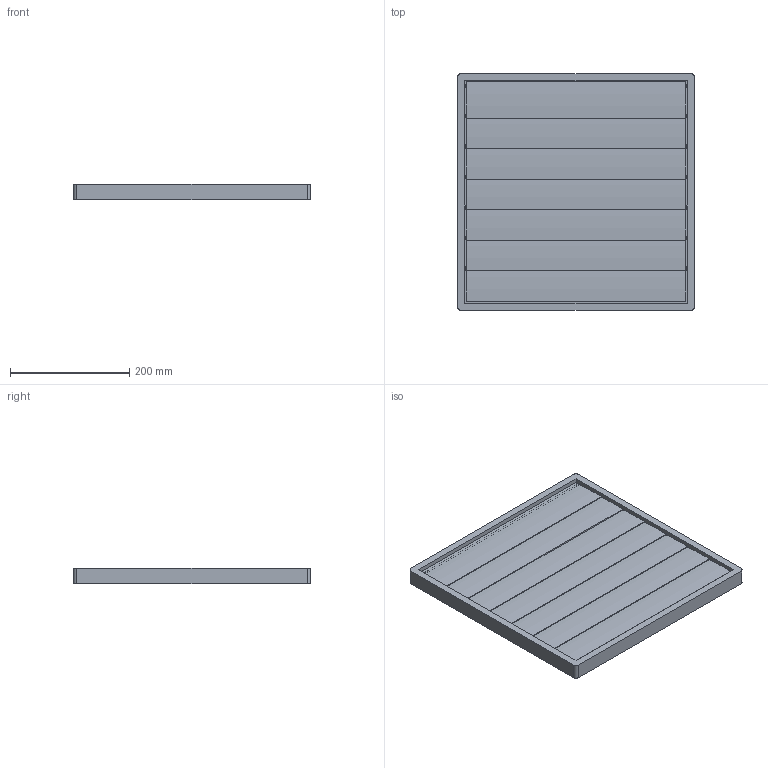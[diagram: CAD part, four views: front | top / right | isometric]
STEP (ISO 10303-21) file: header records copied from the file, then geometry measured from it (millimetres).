
FILE_DESCRIPTION (( 'STEP AP214' ), '1' );
FILE_NAME ('1_-_WSK 35 EX-214.step', '2023-09-12T09:03:59', ( '' ), ( '' ), 'SwSTEP 2.0', 'SolidWorks 2020', '' );
FILE_SCHEMA (( 'AUTOMOTIVE_DESIGN' ));
Length unit declared in the file: millimetre
Products named in the file (4): PS-Kunststoffstift_PS EX; 1_-_WSK 35 EX-214; WSK 15-50 EX-Rahmen_WSK 35 EX; WSK EX-Kunststoff-Lamelle_62 x 368 EX
Assembly tree (22 placements, depth 2):
  1_-_WSK 35 EX-214
    WSK 15-50 EX-Rahmen_WSK 35 EX
    WSK EX-Kunststoff-Lamelle_62 x 368 EX  x7
    PS-Kunststoffstift_PS EX  x14
Bounding box: 397 x 397 x 26 mm (x, y, z)
Volume: 495552.2 mm3; surface area: 646129.7 mm2
Topology: 22 solids, 22 shells, 308 faces, 738 edges, 492 vertices
Faces by surface type: cylinder 174, plane 134
Entity records: 4030 total; most frequent: DIRECTION 682, CARTESIAN_POINT 671, ORIENTED_EDGE 648, EDGE_CURVE 324, LINE 228, VECTOR 228, AXIS2_PLACEMENT_3D 227, VERTEX_POINT 216
